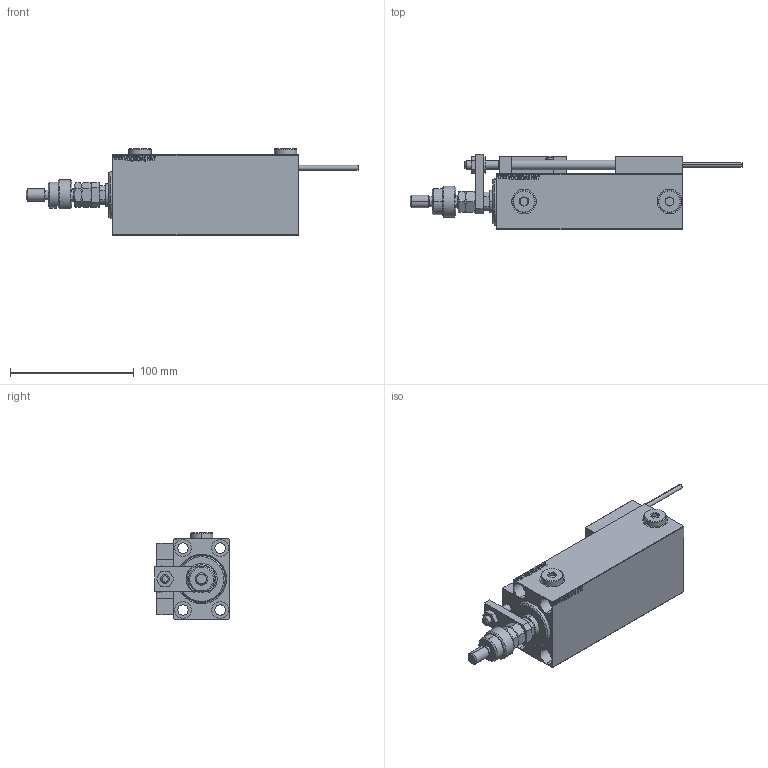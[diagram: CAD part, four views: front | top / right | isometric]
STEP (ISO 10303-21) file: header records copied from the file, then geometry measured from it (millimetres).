
FILE_DESCRIPTION (( 'STEP AP203' ), '1' );
FILE_NAME ('ddc5.STEP', '2024-02-13T06:22:44', ( '' ), ( '' ), 'SwSTEP 2.0', 'SolidWorks 2019', '' );
FILE_SCHEMA (( 'CONFIG_CONTROL_DESIGN' ));
Length unit declared in the file: millimetre
Products named in the file (19): MAGNET b87698439a0ef4ffc705820801d8bba0; X_Y_DFA b87698439a0ef4ffc705820801d8bba0; SWITCH X b87698439a0ef4ffc705820801d8bba0; V450CM_C_Body b87698439a0ef4ffc705820801d8bba0; Zatka_OIL_PORT b87698439a0ef4ffc705820801d8bba0; MFA b87698439a0ef4ffc705820801d8bba0; KONCOVKA b87698439a0ef4ffc705820801d8bba0; V450CM_VC_B b87698439a0ef4ffc705820801d8bba0; Block b87698439a0ef4ffc705820801d8bba0; NUT_D12 b87698439a0ef4ffc705820801d8bba0; V450CM_C_VCP b87698439a0ef4ffc705820801d8bba0; SWITCH DIM B,W b87698439a0ef4ffc705820801d8bba0; ALLEN BOLT D5 b87698439a0ef4ffc705820801d8bba0; ddc5; SWITCH_X_FRONT_BACK b87698439a0ef4ffc705820801d8bba0; TYC_L79 b87698439a0ef4ffc705820801d8bba0; ZARAZKA b87698439a0ef4ffc705820801d8bba0; ALLEN BOLT D8 b87698439a0ef4ffc705820801d8bba0; FEMALE_PART_FOR_DFA b87698439a0ef4ffc705820801d8bba0
Assembly tree (29 placements, depth 3):
  ddc5
    V450CM_C_Body b87698439a0ef4ffc705820801d8bba0
    SWITCH X b87698439a0ef4ffc705820801d8bba0
      SWITCH_X_FRONT_BACK b87698439a0ef4ffc705820801d8bba0  x2
      TYC_L79 b87698439a0ef4ffc705820801d8bba0
      Block b87698439a0ef4ffc705820801d8bba0  x2
      ALLEN BOLT D5 b87698439a0ef4ffc705820801d8bba0  x4
      ALLEN BOLT D8 b87698439a0ef4ffc705820801d8bba0  x4
      MAGNET b87698439a0ef4ffc705820801d8bba0  x2
      KONCOVKA b87698439a0ef4ffc705820801d8bba0  x2
    NUT_D12 b87698439a0ef4ffc705820801d8bba0
    SWITCH DIM B,W b87698439a0ef4ffc705820801d8bba0
    ZARAZKA b87698439a0ef4ffc705820801d8bba0
    V450CM_C_VCP b87698439a0ef4ffc705820801d8bba0
    V450CM_VC_B b87698439a0ef4ffc705820801d8bba0
    X_Y_DFA b87698439a0ef4ffc705820801d8bba0
      FEMALE_PART_FOR_DFA b87698439a0ef4ffc705820801d8bba0
      MFA b87698439a0ef4ffc705820801d8bba0
    Zatka_OIL_PORT b87698439a0ef4ffc705820801d8bba0  x2
Bounding box: 268 x 60.5 x 69.9 mm (x, y, z)
Volume: 434340.4 mm3; surface area: 116389.2 mm2
Topology: 27 solids, 27 shells, 1421 faces, 3370 edges, 2139 vertices
Faces by surface type: plane 622, bspline 380, cylinder 217, cone 150, torus 48, sphere 4
Entity records: 54309 total; most frequent: CARTESIAN_POINT 27004, ORIENTED_EDGE 5680, DIRECTION 4010, EDGE_CURVE 2840, VERTEX_POINT 1839, VECTOR 1592, LINE 1592, EDGE_LOOP 1323
